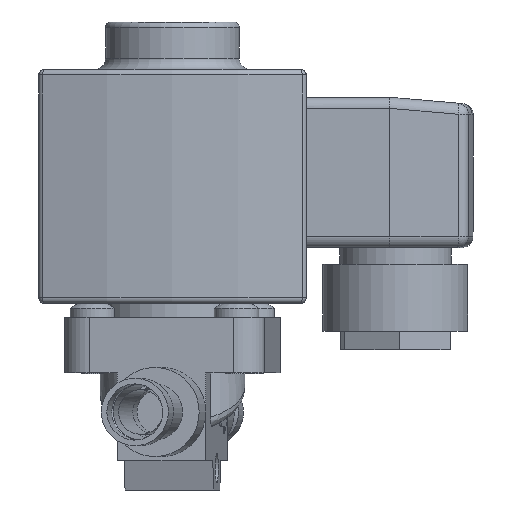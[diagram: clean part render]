
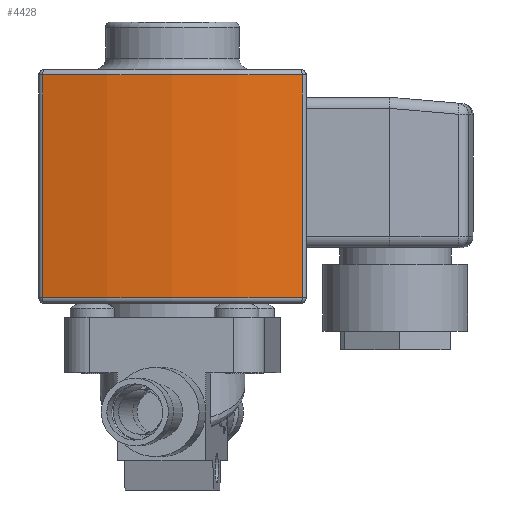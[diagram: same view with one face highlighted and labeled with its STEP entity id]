
A CAD part, front view. The second image highlights one B-rep face of the part: STEP entity #4428.
In plain terms, the highlighted cylindrical face has radius 82 mm (diameter 164 mm), a partial arc.
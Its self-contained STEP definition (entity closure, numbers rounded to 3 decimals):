
#320=LINE('',#7749,#683);
#321=LINE('',#7753,#684);
#683=VECTOR('',#5988,1000.);
#684=VECTOR('',#5991,1000.);
#858=CYLINDRICAL_SURFACE('',#4894,82.);
#1084=FACE_OUTER_BOUND('',#1369,.T.);
#1369=EDGE_LOOP('',(#3644,#3645,#3646,#3647));
#1669=CIRCLE('',#4895,82.);
#1670=CIRCLE('',#4896,82.);
#2072=VERTEX_POINT('',#7747);
#2073=VERTEX_POINT('',#7748);
#2074=VERTEX_POINT('',#7750);
#2075=VERTEX_POINT('',#7752);
#2628=EDGE_CURVE('',#2072,#2073,#320,.T.);
#2629=EDGE_CURVE('',#2073,#2074,#1669,.T.);
#2630=EDGE_CURVE('',#2074,#2075,#321,.T.);
#2631=EDGE_CURVE('',#2075,#2072,#1670,.T.);
#3644=ORIENTED_EDGE('',*,*,#2628,.T.);
#3645=ORIENTED_EDGE('',*,*,#2629,.T.);
#3646=ORIENTED_EDGE('',*,*,#2630,.T.);
#3647=ORIENTED_EDGE('',*,*,#2631,.T.);
#4428=ADVANCED_FACE('',(#1084),#858,.T.);
#4894=AXIS2_PLACEMENT_3D('',#7746,#5986,#5987);
#4895=AXIS2_PLACEMENT_3D('',#7751,#5989,#5990);
#4896=AXIS2_PLACEMENT_3D('',#7754,#5992,#5993);
#5986=DIRECTION('center_axis',(0.,0.,1.));
#5987=DIRECTION('ref_axis',(1.,0.,0.));
#5988=DIRECTION('',(0.,0.,-1.));
#5989=DIRECTION('center_axis',(0.,0.,1.));
#5990=DIRECTION('ref_axis',(1.,0.,0.));
#5991=DIRECTION('',(0.,0.,1.));
#5992=DIRECTION('center_axis',(0.,0.,-1.));
#5993=DIRECTION('ref_axis',(1.,0.,0.));
#7746=CARTESIAN_POINT('Origin',(-20.462,53.519,56.9));
#7747=CARTESIAN_POINT('',(-43.746,-25.105,97.9));
#7748=CARTESIAN_POINT('',(-43.746,-25.105,57.9));
#7749=CARTESIAN_POINT('',(-43.746,-25.105,56.9));
#7750=CARTESIAN_POINT('',(2.822,-25.105,57.9));
#7751=CARTESIAN_POINT('Origin',(-20.462,53.519,57.9));
#7752=CARTESIAN_POINT('',(2.822,-25.105,97.9));
#7753=CARTESIAN_POINT('',(2.822,-25.105,56.9));
#7754=CARTESIAN_POINT('Origin',(-20.462,53.519,97.9));
